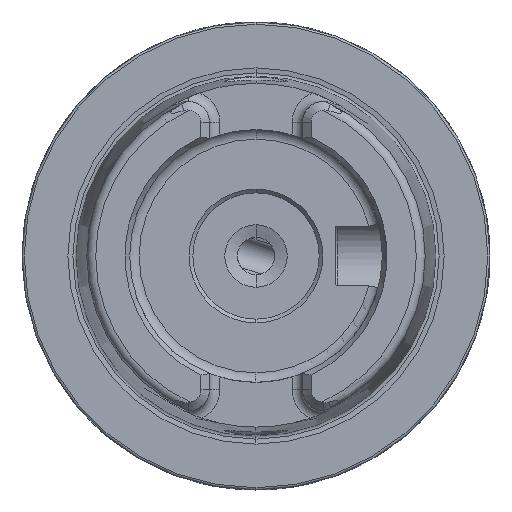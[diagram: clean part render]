
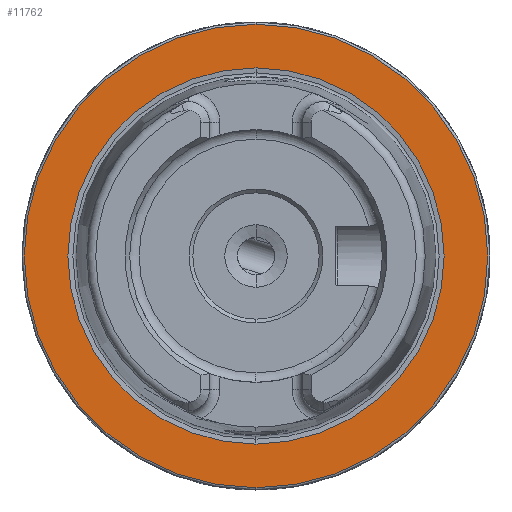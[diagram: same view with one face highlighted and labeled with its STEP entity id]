
A CAD part, left-side view. The second image highlights one B-rep face of the part: STEP entity #11762.
In plain terms, the highlighted planar face has unit normal (-1, 0, 0).
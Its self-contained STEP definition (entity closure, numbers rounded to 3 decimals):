
#507 = AXIS2_PLACEMENT_3D ( 'NONE', #7242, #1558, #8214 ) ;
#523 = CIRCLE ( 'NONE', #1721, 31.2 ) ;
#708 = DIRECTION ( 'NONE',  ( 0., 0., 1. ) ) ;
#737 = CARTESIAN_POINT ( 'NONE',  ( 0., 31.2, 0. ) ) ;
#1146 = CARTESIAN_POINT ( 'NONE',  ( 0., 0., 0. ) ) ;
#1558 = DIRECTION ( 'NONE',  ( -1., 0., 0. ) ) ;
#1699 = DIRECTION ( 'NONE',  ( 0., 0., -1. ) ) ;
#1721 = AXIS2_PLACEMENT_3D ( 'NONE', #12022, #6388, #708 ) ;
#2113 = DIRECTION ( 'NONE',  ( 0., 0., 1. ) ) ;
#2407 = ORIENTED_EDGE ( 'NONE', *, *, #9849, .T. ) ;
#3710 = DIRECTION ( 'NONE',  ( -1., 0., 0. ) ) ;
#3742 = CIRCLE ( 'NONE', #507, 25.324 ) ;
#4174 = CARTESIAN_POINT ( 'NONE',  ( 0., 0., 31.2 ) ) ;
#5613 = CARTESIAN_POINT ( 'NONE',  ( 0., 0., -25.324 ) ) ;
#6388 = DIRECTION ( 'NONE',  ( -1., 0., 0. ) ) ;
#6559 = ORIENTED_EDGE ( 'NONE', *, *, #11801, .F. ) ;
#6721 = ORIENTED_EDGE ( 'NONE', *, *, #10719, .T. ) ;
#7010 = EDGE_LOOP ( 'NONE', ( #11573, #6559 ) ) ;
#7194 = AXIS2_PLACEMENT_3D ( 'NONE', #737, #7368, #1699 ) ;
#7242 = CARTESIAN_POINT ( 'NONE',  ( 0., 0., 0. ) ) ;
#7337 = VERTEX_POINT ( 'NONE', #5613 ) ;
#7368 = DIRECTION ( 'NONE',  ( 1., 0., 0. ) ) ;
#7483 = VERTEX_POINT ( 'NONE', #4174 ) ;
#7523 = EDGE_CURVE ( 'NONE', #9244, #7337, #3742, .T. ) ;
#7784 = DIRECTION ( 'NONE',  ( -1., 0., 0. ) ) ;
#8214 = DIRECTION ( 'NONE',  ( 0., 0., 1. ) ) ;
#8294 = CIRCLE ( 'NONE', #11152, 31.2 ) ;
#8690 = CARTESIAN_POINT ( 'NONE',  ( 0., 0., 25.324 ) ) ;
#8951 = EDGE_LOOP ( 'NONE', ( #2407, #6721 ) ) ;
#9114 = AXIS2_PLACEMENT_3D ( 'NONE', #9390, #3710, #10327 ) ;
#9244 = VERTEX_POINT ( 'NONE', #8690 ) ;
#9264 = PLANE ( 'NONE',  #7194 ) ;
#9367 = CARTESIAN_POINT ( 'NONE',  ( 0., 0., -31.2 ) ) ;
#9390 = CARTESIAN_POINT ( 'NONE',  ( 0., 0., 0. ) ) ;
#9849 = EDGE_CURVE ( 'NONE', #7483, #10173, #8294, .T. ) ;
#10173 = VERTEX_POINT ( 'NONE', #9367 ) ;
#10327 = DIRECTION ( 'NONE',  ( 0., 0., 1. ) ) ;
#10590 = FACE_BOUND ( 'NONE', #7010, .T. ) ;
#10719 = EDGE_CURVE ( 'NONE', #10173, #7483, #523, .T. ) ;
#10890 = FACE_OUTER_BOUND ( 'NONE', #8951, .T. ) ;
#11152 = AXIS2_PLACEMENT_3D ( 'NONE', #1146, #7784, #2113 ) ;
#11573 = ORIENTED_EDGE ( 'NONE', *, *, #7523, .F. ) ;
#11762 = ADVANCED_FACE ( 'NONE', ( #10590, #10890 ), #9264, .F. ) ;
#11801 = EDGE_CURVE ( 'NONE', #7337, #9244, #12040, .T. ) ;
#12022 = CARTESIAN_POINT ( 'NONE',  ( 0., 0., 0. ) ) ;
#12040 = CIRCLE ( 'NONE', #9114, 25.324 ) ;
